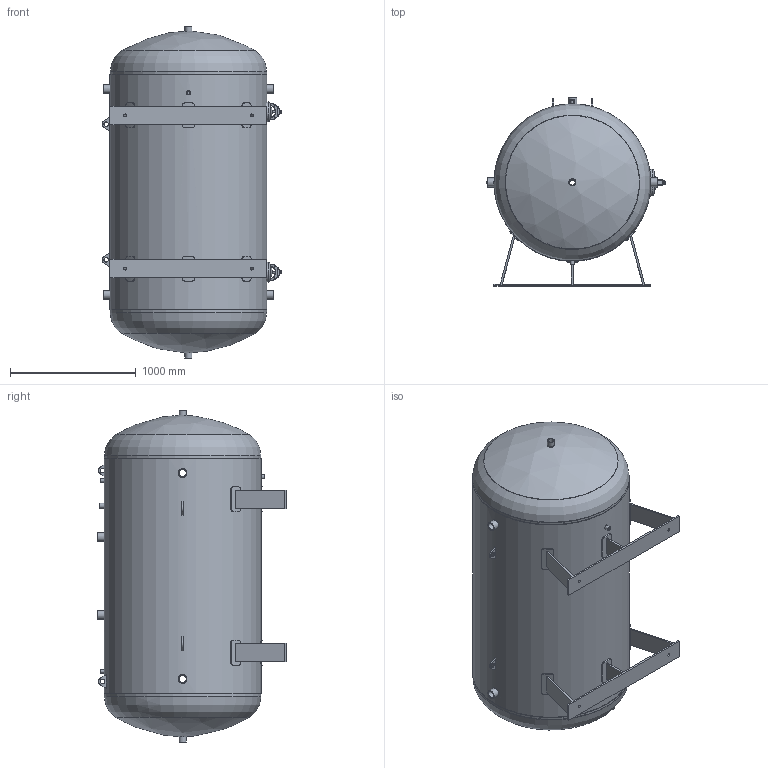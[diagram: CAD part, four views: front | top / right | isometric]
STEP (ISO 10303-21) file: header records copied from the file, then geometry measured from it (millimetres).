
FILE_DESCRIPTION(/* description */ (''),/* implementation_level */ '2;1');
FILE_NAME(/* name */ 'MB 020102-1.3000V.stp',/* time_stamp */ '2024-03-04T09:44:11+01:00',/* author */ ('m.ebener'),/* organization */ (''),/* preprocessor_version */ 'ST-DEVELOPER v16.1',/* originating_system */ 'Autodesk Inventor 2016',/* authorisation */ '');
FILE_SCHEMA (('AUTOMOTIVE_DESIGN { 1 0 10303 214 3 1 1 }'));
Length unit declared in the file: millimetre
Products named in the file (17): Mantel; Tragöse 110mm; Behälterfuß; Standardmuffe - G 1_2; Standardmuffe - G 1; Standardmuffe - G 2; Standardmuffe - G 3_4; Boden; Standardmuffe - G 1 1_2; Handloch_100x150x8,5; Dichtung; Deckel; Bügel; DIN 125 - A 17; DIN 934 - M16 x 2; Handloch; MB 020102-1.3000V
Assembly tree (29 placements, depth 3):
  MB 020102-1.3000V
    Mantel
    Tragöse 110mm  x4
    Behälterfuß  x2
    Standardmuffe - G 1_2  x2
    Standardmuffe - G 1
    Standardmuffe - G 2  x6
    Standardmuffe - G 3_4
    Boden  x2
    Standardmuffe - G 1 1_2  x2
    Handloch  x2
      Handloch_100x150x8,5
      Dichtung
      Deckel
      Bügel
      DIN 125 - A 17
      DIN 934 - M16 x 2
Bounding box: 1432.79 x 1500.01 x 2645.18 mm (x, y, z)
Volume: 66900917.6 mm3; surface area: 24126883.2 mm2
Topology: 33 solids, 33 shells, 370 faces, 926 edges, 626 vertices
Faces by surface type: plane 182, cylinder 140, bspline 30, cone 10, sphere 4, torus 4
Full cylindrical faces by diameter (mm): 13.835 x2, 16 x2, 17 x4, 18.631 x2, 23 x4, 24.117 x1, 26.9 x4, 30 x2, 30.291 x1, 33.7 x2, 36 x4, 40 x2, 44.845 x2, 56.656 x6, 57 x4, 70 x12, 1240 x3, 1250 x3
Entity records: 22586 total; most frequent: CARTESIAN_POINT 18059, DIRECTION 817, ORIENTED_EDGE 808, EDGE_CURVE 404, AXIS2_PLACEMENT_3D 326, VERTEX_POINT 299, EDGE_LOOP 283, FACE_OUTER_BOUND 182
